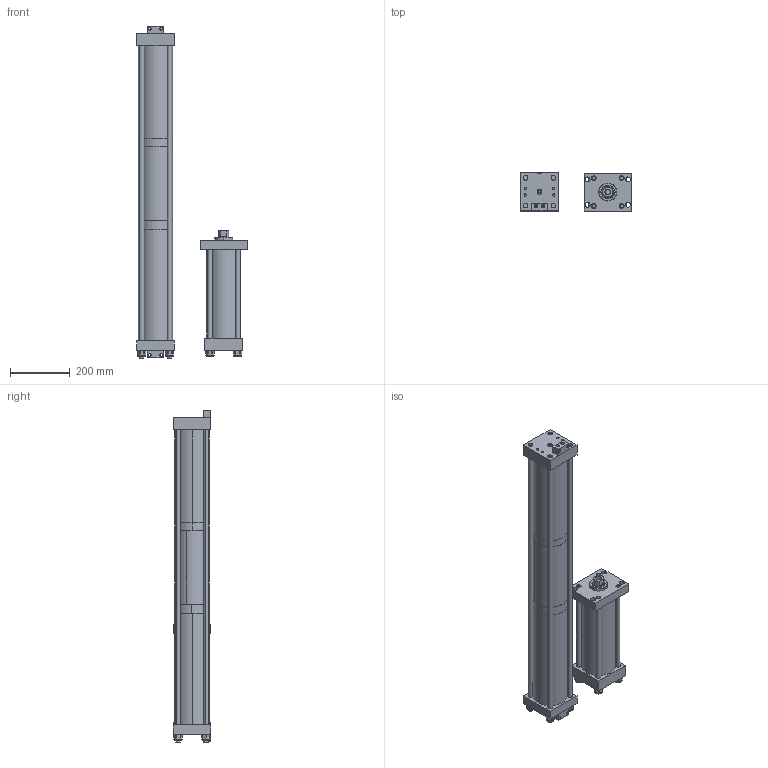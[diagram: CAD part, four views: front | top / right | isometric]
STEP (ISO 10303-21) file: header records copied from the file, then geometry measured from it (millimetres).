
FILE_DESCRIPTION (( 'STEP AP203' ), '1' );
FILE_NAME ('HPS-8-4.00-.75-FH.STEP', '2020-05-19T14:50:35', ( '' ), ( '' ), 'SwSTEP 2.0', 'SolidWorks 2018', '' );
FILE_SCHEMA (( 'CONFIG_CONTROL_DESIGN' ));
Length unit declared in the file: inch
Products named in the file (17): E0861_.75; E0804; G0810; F0862; F0403; E0859; E04BRK; E0813; E0811_4.0; E0860_4.0; ES0814_.75; E0401_Work Rod; ES0805_4.0; E0863_4.00-.75; NLN .625; HPS-8-4.00-.75-FH; E0864
Assembly tree (30 placements, depth 2):
  HPS-8-4.00-.75-FH
    E04BRK  x2
    E0804
    E0859
    NLN .625  x8
    F0403
    G0810
    E0813
    F0862
    E0864
    E0401_Work Rod
    E0811_4.0
    E0861_.75
    E0863_4.00-.75  x4
    ES0805_4.0
    E0860_4.0  x4
    ES0814_.75
Bounding box: 371.48 x 127 x 1111.25 mm (x, y, z)
Volume: 7148925.9 mm3; surface area: 1585644.2 mm2
Topology: 31 solids, 31 shells, 587 faces, 1363 edges, 872 vertices
Faces by surface type: cylinder 306, plane 248, cone 29, bspline 4
Entity records: 13977 total; most frequent: CARTESIAN_POINT 2714, DIRECTION 2052, ORIENTED_EDGE 1734, EDGE_CURVE 867, AXIS2_PLACEMENT_3D 838, VERTEX_POINT 560, EDGE_LOOP 499, CIRCLE 434
